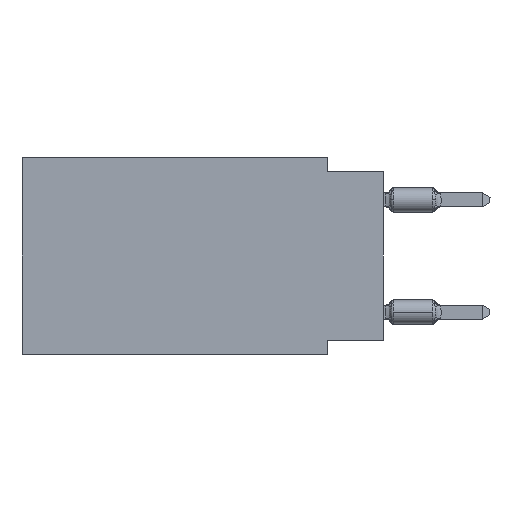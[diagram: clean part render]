
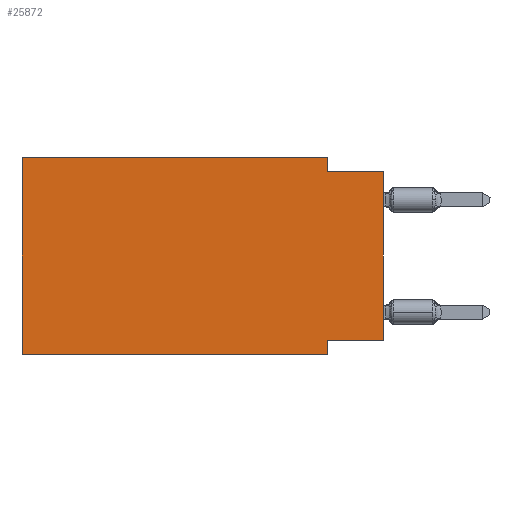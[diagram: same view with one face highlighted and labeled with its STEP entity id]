
A CAD part, left-side view. The second image highlights one B-rep face of the part: STEP entity #25872.
In plain terms, the highlighted planar face has unit normal (-1, 0, 0).
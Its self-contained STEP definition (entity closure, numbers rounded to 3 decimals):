
#459 = DIRECTION ( 'NONE',  ( 0., -1., 0. ) ) ;
#479 = PLANE ( 'NONE',  #20459 ) ;
#790 = VECTOR ( 'NONE', #18207, 1000. ) ;
#1718 = ORIENTED_EDGE ( 'NONE', *, *, #37989, .T. ) ;
#2318 = LINE ( 'NONE', #33876, #790 ) ;
#2763 = DIRECTION ( 'NONE',  ( 0., -1., 0. ) ) ;
#3166 = LINE ( 'NONE', #21785, #33654 ) ;
#3385 = VERTEX_POINT ( 'NONE', #18760 ) ;
#3613 = VECTOR ( 'NONE', #17627, 1000. ) ;
#4363 = DIRECTION ( 'NONE',  ( 0., 0., -1. ) ) ;
#5518 = VECTOR ( 'NONE', #31416, 1000. ) ;
#5999 = VERTEX_POINT ( 'NONE', #40090 ) ;
#8410 = LINE ( 'NONE', #37286, #3613 ) ;
#9815 = VECTOR ( 'NONE', #25243, 1000. ) ;
#10109 = LINE ( 'NONE', #13468, #40504 ) ;
#10870 = DIRECTION ( 'NONE',  ( 1., 0., 0. ) ) ;
#12607 = ORIENTED_EDGE ( 'NONE', *, *, #18219, .T. ) ;
#13005 = CARTESIAN_POINT ( 'NONE',  ( 0., 2.54, 0. ) ) ;
#13014 = CARTESIAN_POINT ( 'NONE',  ( 0., 2.54, -8.255 ) ) ;
#13468 = CARTESIAN_POINT ( 'NONE',  ( 0., 0., 0. ) ) ;
#13587 = CARTESIAN_POINT ( 'NONE',  ( 0., 0., -0.635 ) ) ;
#14022 = CARTESIAN_POINT ( 'NONE',  ( 0., 16.383, 0. ) ) ;
#15519 = LINE ( 'NONE', #38119, #5518 ) ;
#15891 = CARTESIAN_POINT ( 'NONE',  ( 0., 2.54, -8.89 ) ) ;
#16085 = ORIENTED_EDGE ( 'NONE', *, *, #18794, .F. ) ;
#16291 = VECTOR ( 'NONE', #459, 1000. ) ;
#17627 = DIRECTION ( 'NONE',  ( 0., -1., 0. ) ) ;
#18207 = DIRECTION ( 'NONE',  ( 0., 0., -1. ) ) ;
#18219 = EDGE_CURVE ( 'NONE', #23491, #3385, #10109, .T. ) ;
#18355 = LINE ( 'NONE', #27550, #9815 ) ;
#18760 = CARTESIAN_POINT ( 'NONE',  ( 0., 0., -0.635 ) ) ;
#18794 = EDGE_CURVE ( 'NONE', #24075, #24469, #2318, .T. ) ;
#19701 = FACE_OUTER_BOUND ( 'NONE', #41211, .T. ) ;
#19747 = EDGE_CURVE ( 'NONE', #40307, #21542, #15519, .T. ) ;
#20459 = AXIS2_PLACEMENT_3D ( 'NONE', #14022, #10870, #38938 ) ;
#21542 = VERTEX_POINT ( 'NONE', #38711 ) ;
#21785 = CARTESIAN_POINT ( 'NONE',  ( 0., 16.383, -8.89 ) ) ;
#22776 = EDGE_CURVE ( 'NONE', #21542, #22962, #8410, .T. ) ;
#22888 = DIRECTION ( 'NONE',  ( 0., 0., 1. ) ) ;
#22962 = VERTEX_POINT ( 'NONE', #13005 ) ;
#23491 = VERTEX_POINT ( 'NONE', #30698 ) ;
#23673 = ORIENTED_EDGE ( 'NONE', *, *, #26494, .F. ) ;
#23752 = ORIENTED_EDGE ( 'NONE', *, *, #31075, .F. ) ;
#23796 = CARTESIAN_POINT ( 'NONE',  ( 0., 2.54, 0. ) ) ;
#24075 = VERTEX_POINT ( 'NONE', #13014 ) ;
#24469 = VERTEX_POINT ( 'NONE', #15891 ) ;
#24847 = ORIENTED_EDGE ( 'NONE', *, *, #19747, .F. ) ;
#25103 = ORIENTED_EDGE ( 'NONE', *, *, #38163, .F. ) ;
#25243 = DIRECTION ( 'NONE',  ( 0., 1., 0. ) ) ;
#25872 = ADVANCED_FACE ( 'NONE', ( #19701 ), #479, .F. ) ;
#26494 = EDGE_CURVE ( 'NONE', #23491, #24075, #18355, .T. ) ;
#27437 = CARTESIAN_POINT ( 'NONE',  ( 0., 16.383, -8.89 ) ) ;
#27550 = CARTESIAN_POINT ( 'NONE',  ( 0., 0., -8.255 ) ) ;
#30698 = CARTESIAN_POINT ( 'NONE',  ( 0., 0., -8.255 ) ) ;
#30703 = ORIENTED_EDGE ( 'NONE', *, *, #22776, .F. ) ;
#31075 = EDGE_CURVE ( 'NONE', #22962, #5999, #32996, .T. ) ;
#31416 = DIRECTION ( 'NONE',  ( 0., 0., 1. ) ) ;
#32996 = LINE ( 'NONE', #23796, #33756 ) ;
#33654 = VECTOR ( 'NONE', #2763, 1000. ) ;
#33756 = VECTOR ( 'NONE', #4363, 1000. ) ;
#33876 = CARTESIAN_POINT ( 'NONE',  ( 0., 2.54, -8.89 ) ) ;
#37286 = CARTESIAN_POINT ( 'NONE',  ( 0., 16.383, 0. ) ) ;
#37989 = EDGE_CURVE ( 'NONE', #40307, #24469, #3166, .T. ) ;
#38119 = CARTESIAN_POINT ( 'NONE',  ( 0., 16.383, 0. ) ) ;
#38163 = EDGE_CURVE ( 'NONE', #5999, #3385, #39330, .T. ) ;
#38711 = CARTESIAN_POINT ( 'NONE',  ( 0., 16.383, 0. ) ) ;
#38938 = DIRECTION ( 'NONE',  ( 0., 0., -1. ) ) ;
#39330 = LINE ( 'NONE', #13587, #16291 ) ;
#40090 = CARTESIAN_POINT ( 'NONE',  ( 0., 2.54, -0.635 ) ) ;
#40307 = VERTEX_POINT ( 'NONE', #27437 ) ;
#40504 = VECTOR ( 'NONE', #22888, 1000. ) ;
#41211 = EDGE_LOOP ( 'NONE', ( #12607, #25103, #23752, #30703, #24847, #1718, #16085, #23673 ) ) ;
